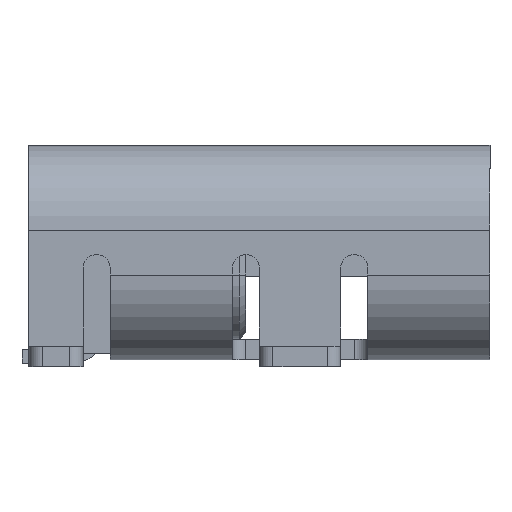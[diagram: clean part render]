
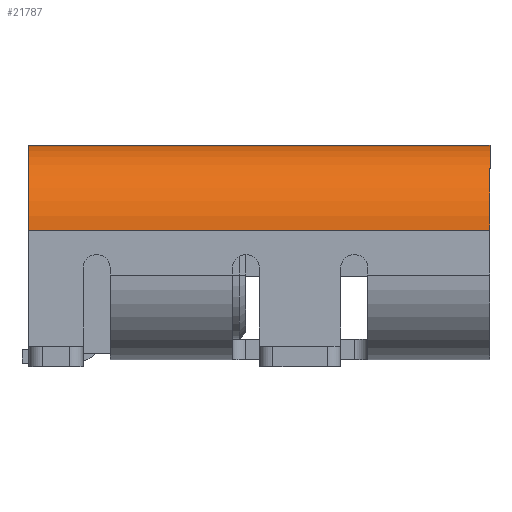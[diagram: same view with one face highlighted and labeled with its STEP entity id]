
A CAD part, left-side view. The second image highlights one B-rep face of the part: STEP entity #21787.
In plain terms, the highlighted cylindrical face has radius 1.25 mm (diameter 2.5 mm), a partial arc.
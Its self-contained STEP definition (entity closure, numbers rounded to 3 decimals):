
#134 = VERTEX_POINT ( 'NONE', #5127 ) ;
#270 = CARTESIAN_POINT ( 'NONE',  ( -3.22, -3.4, 0.33 ) ) ;
#640 = VERTEX_POINT ( 'NONE', #13379 ) ;
#1415 = ORIENTED_EDGE ( 'NONE', *, *, #8309, .T. ) ;
#1869 = DIRECTION ( 'NONE',  ( 0., 1., 0. ) ) ;
#2020 = EDGE_LOOP ( 'NONE', ( #20618, #22287, #9101, #1415 ) ) ;
#2193 = CARTESIAN_POINT ( 'NONE',  ( -4.47, -3.4, 0.33 ) ) ;
#2563 = CARTESIAN_POINT ( 'NONE',  ( -3.22, 3.4, 1.58 ) ) ;
#3083 = VECTOR ( 'NONE', #10117, 1000. ) ;
#3793 = DIRECTION ( 'NONE',  ( -1., 0., 0. ) ) ;
#4044 = DIRECTION ( 'NONE',  ( 0., 1., 0. ) ) ;
#4812 = EDGE_CURVE ( 'NONE', #10559, #640, #20888, .T. ) ;
#5127 = CARTESIAN_POINT ( 'NONE',  ( -3.22, -3.4, 1.58 ) ) ;
#5425 = CIRCLE ( 'NONE', #7803, 1.25 ) ;
#5947 = AXIS2_PLACEMENT_3D ( 'NONE', #18720, #1869, #3793 ) ;
#7803 = AXIS2_PLACEMENT_3D ( 'NONE', #270, #4044, #19109 ) ;
#7935 = VECTOR ( 'NONE', #23369, 1000. ) ;
#8309 = EDGE_CURVE ( 'NONE', #10559, #19516, #10252, .T. ) ;
#8455 = CYLINDRICAL_SURFACE ( 'NONE', #12015, 1.25 ) ;
#9101 = ORIENTED_EDGE ( 'NONE', *, *, #4812, .F. ) ;
#10117 = DIRECTION ( 'NONE',  ( 0., -1., 0. ) ) ;
#10252 = LINE ( 'NONE', #15889, #7935 ) ;
#10444 = DIRECTION ( 'NONE',  ( 0., -1., 0. ) ) ;
#10559 = VERTEX_POINT ( 'NONE', #17573 ) ;
#10672 = CARTESIAN_POINT ( 'NONE',  ( -3.22, 3.4, 0.33 ) ) ;
#12015 = AXIS2_PLACEMENT_3D ( 'NONE', #10672, #10444, #15957 ) ;
#13379 = CARTESIAN_POINT ( 'NONE',  ( -3.22, 3.4, 1.58 ) ) ;
#13803 = EDGE_CURVE ( 'NONE', #19516, #134, #5425, .T. ) ;
#13978 = FACE_OUTER_BOUND ( 'NONE', #2020, .T. ) ;
#14198 = EDGE_CURVE ( 'NONE', #640, #134, #19444, .T. ) ;
#15889 = CARTESIAN_POINT ( 'NONE',  ( -4.47, 3.4, 0.33 ) ) ;
#15957 = DIRECTION ( 'NONE',  ( -1., 0., 0. ) ) ;
#17573 = CARTESIAN_POINT ( 'NONE',  ( -4.47, 3.4, 0.33 ) ) ;
#18720 = CARTESIAN_POINT ( 'NONE',  ( -3.22, 3.4, 0.33 ) ) ;
#19109 = DIRECTION ( 'NONE',  ( -1., 0., 0. ) ) ;
#19444 = LINE ( 'NONE', #2563, #3083 ) ;
#19516 = VERTEX_POINT ( 'NONE', #2193 ) ;
#20618 = ORIENTED_EDGE ( 'NONE', *, *, #13803, .T. ) ;
#20888 = CIRCLE ( 'NONE', #5947, 1.25 ) ;
#21787 = ADVANCED_FACE ( 'NONE', ( #13978 ), #8455, .T. ) ;
#22287 = ORIENTED_EDGE ( 'NONE', *, *, #14198, .F. ) ;
#23369 = DIRECTION ( 'NONE',  ( 0., -1., 0. ) ) ;
